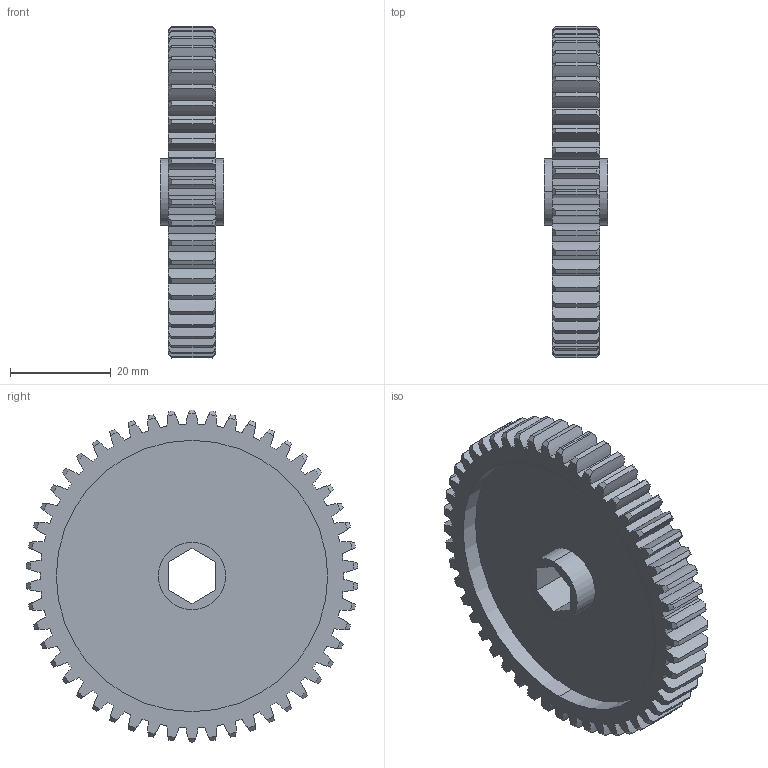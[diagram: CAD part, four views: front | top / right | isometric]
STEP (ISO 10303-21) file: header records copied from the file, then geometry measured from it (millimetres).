
FILE_DESCRIPTION (( 'STEP AP203' ), '1' );
FILE_NAME ('am-4367 50T 20DP 375hex 375 FW.STEP', '2020-07-01T16:14:39', ( '' ), ( '' ), 'SwSTEP 2.0', 'SolidWorks 2019', '' );
FILE_SCHEMA (( 'CONFIG_CONTROL_DESIGN' ));
Length unit declared in the file: inch
Products named in the file (1): am-4367 50T 20DP 375hex 375 FW
Bounding box: 12.7 x 65.97 x 66.04 mm (x, y, z)
Volume: 14137.9 mm3; surface area: 11964.8 mm2
Topology: 1 solids, 1 shells, 325 faces, 957 edges, 638 vertices
Faces by surface type: cylinder 213, cone 100, plane 12
Entity records: 11400 total; most frequent: CARTESIAN_POINT 2533, DIRECTION 1927, ORIENTED_EDGE 1914, EDGE_CURVE 957, AXIS2_PLACEMENT_3D 848, VERTEX_POINT 638, CIRCLE 522, EDGE_LOOP 331
